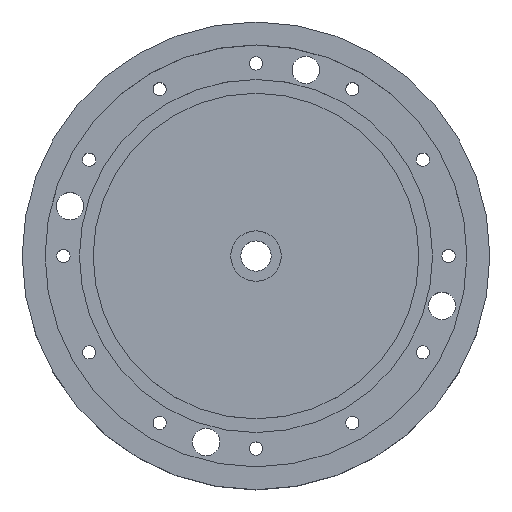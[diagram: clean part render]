
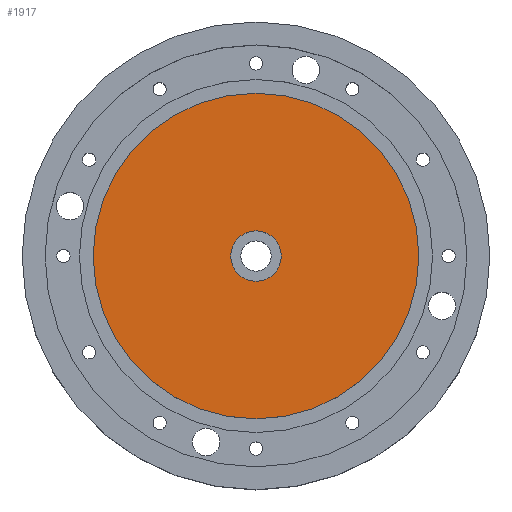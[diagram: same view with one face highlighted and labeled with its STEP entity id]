
A CAD part, top view. The second image highlights one B-rep face of the part: STEP entity #1917.
In plain terms, the highlighted planar face has unit normal (0, 0, 1).
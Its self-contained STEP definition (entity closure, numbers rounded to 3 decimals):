
#10 = EDGE_CURVE ( 'NONE', #1414, #531, #473, .T. ) ;
#134 = CARTESIAN_POINT ( 'NONE',  ( 0., 0., 10. ) ) ;
#138 = CARTESIAN_POINT ( 'NONE',  ( -35.5, 0., 10. ) ) ;
#147 = DIRECTION ( 'NONE',  ( 1., 0., 0. ) ) ;
#220 = ORIENTED_EDGE ( 'NONE', *, *, #2015, .F. ) ;
#230 = CARTESIAN_POINT ( 'NONE',  ( 0., 0., 10. ) ) ;
#306 = ORIENTED_EDGE ( 'NONE', *, *, #1880, .F. ) ;
#473 = CIRCLE ( 'NONE', #1994, 35.5 ) ;
#489 = EDGE_LOOP ( 'NONE', ( #1680, #1463 ) ) ;
#510 = AXIS2_PLACEMENT_3D ( 'NONE', #1235, #1871, #1881 ) ;
#531 = VERTEX_POINT ( 'NONE', #138 ) ;
#617 = EDGE_LOOP ( 'NONE', ( #220, #306 ) ) ;
#728 = VERTEX_POINT ( 'NONE', #1743 ) ;
#767 = VERTEX_POINT ( 'NONE', #1891 ) ;
#768 = DIRECTION ( 'NONE',  ( 0., 0., 1. ) ) ;
#774 = EDGE_CURVE ( 'NONE', #531, #1414, #1738, .T. ) ;
#882 = DIRECTION ( 'NONE',  ( 1., 0., 0. ) ) ;
#925 = PLANE ( 'NONE',  #1630 ) ;
#939 = FACE_BOUND ( 'NONE', #617, .T. ) ;
#1034 = DIRECTION ( 'NONE',  ( 0., 0., 1. ) ) ;
#1235 = CARTESIAN_POINT ( 'NONE',  ( 0., 0., 10. ) ) ;
#1414 = VERTEX_POINT ( 'NONE', #1932 ) ;
#1459 = CIRCLE ( 'NONE', #1665, 5.5 ) ;
#1463 = ORIENTED_EDGE ( 'NONE', *, *, #774, .T. ) ;
#1533 = DIRECTION ( 'NONE',  ( 0., 0., 1. ) ) ;
#1583 = FACE_OUTER_BOUND ( 'NONE', #489, .T. ) ;
#1630 = AXIS2_PLACEMENT_3D ( 'NONE', #134, #768, #147 ) ;
#1665 = AXIS2_PLACEMENT_3D ( 'NONE', #1829, #1034, #1800 ) ;
#1680 = ORIENTED_EDGE ( 'NONE', *, *, #10, .T. ) ;
#1721 = DIRECTION ( 'NONE',  ( 1., 0., 0. ) ) ;
#1738 = CIRCLE ( 'NONE', #510, 35.5 ) ;
#1743 = CARTESIAN_POINT ( 'NONE',  ( -5.5, 0., 10. ) ) ;
#1772 = CIRCLE ( 'NONE', #1961, 5.5 ) ;
#1800 = DIRECTION ( 'NONE',  ( 1., 0., 0. ) ) ;
#1829 = CARTESIAN_POINT ( 'NONE',  ( 0., 0., 10. ) ) ;
#1871 = DIRECTION ( 'NONE',  ( 0., 0., 1. ) ) ;
#1880 = EDGE_CURVE ( 'NONE', #728, #767, #1772, .T. ) ;
#1881 = DIRECTION ( 'NONE',  ( 1., 0., 0. ) ) ;
#1891 = CARTESIAN_POINT ( 'NONE',  ( 5.5, 0., 10. ) ) ;
#1917 = ADVANCED_FACE ( 'NONE', ( #939, #1583 ), #925, .T. ) ;
#1932 = CARTESIAN_POINT ( 'NONE',  ( 35.5, 0., 10. ) ) ;
#1961 = AXIS2_PLACEMENT_3D ( 'NONE', #2016, #2049, #1721 ) ;
#1994 = AXIS2_PLACEMENT_3D ( 'NONE', #230, #1533, #882 ) ;
#2015 = EDGE_CURVE ( 'NONE', #767, #728, #1459, .T. ) ;
#2016 = CARTESIAN_POINT ( 'NONE',  ( 0., 0., 10. ) ) ;
#2049 = DIRECTION ( 'NONE',  ( 0., 0., 1. ) ) ;
